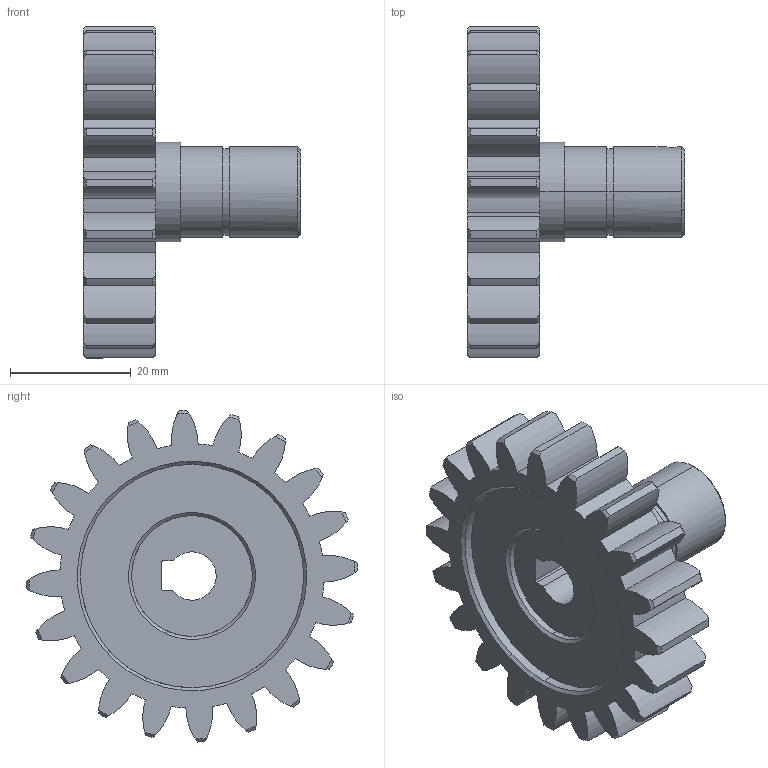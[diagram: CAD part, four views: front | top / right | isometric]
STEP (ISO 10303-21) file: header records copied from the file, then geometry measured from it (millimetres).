
FILE_DESCRIPTION (( 'STEP AP203' ), '1' );
FILE_NAME ('ko³o zêbate_satelita.STEP', '2024-06-16T14:34:45', ( '' ), ( '' ), 'SwSTEP 2.0', 'SolidWorks 2022', '' );
FILE_SCHEMA (( 'CONFIG_CONTROL_DESIGN' ));
Length unit declared in the file: millimetre
Products named in the file (1): koło zębate_satelita
Bounding box: 36 x 54.97 x 54.97 mm (x, y, z)
Volume: 20534.5 mm3; surface area: 10275.4 mm2
Topology: 1 solids, 1 shells, 169 faces, 477 edges, 318 vertices
Faces by surface type: cylinder 106, cone 46, plane 13, torus 4
Entity records: 5826 total; most frequent: CARTESIAN_POINT 1245, DIRECTION 1009, ORIENTED_EDGE 954, EDGE_CURVE 477, AXIS2_PLACEMENT_3D 444, VERTEX_POINT 318, CIRCLE 274, EDGE_LOOP 181
